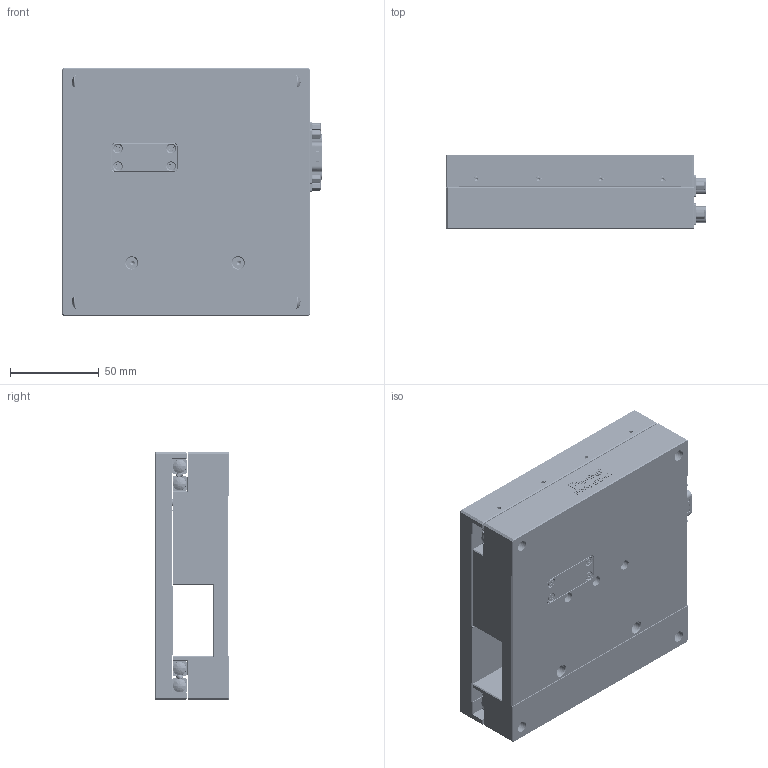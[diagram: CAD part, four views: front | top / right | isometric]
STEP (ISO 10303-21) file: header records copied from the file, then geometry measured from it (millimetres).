
FILE_DESCRIPTION (( 'STEP AP203' ), '1' );
FILE_NAME ('FMSS140C-55-A.STEP', '2021-07-30T11:44:43', ( '' ), ( '' ), 'SwSTEP 2.0', 'SolidWorks 2017', '' );
FILE_SCHEMA (( 'CONFIG_CONTROL_DESIGN' ));
Products named in the file (1): FMSS140C-55-A
Bounding box: 147.05 x 42 x 140 mm (x, y, z)
Volume: 585994.1 mm3; surface area: 171466.3 mm2
Topology: 64 solids, 64 shells, 5223 faces, 13093 edges, 7998 vertices
Faces by surface type: plane 2228, cylinder 1465, bspline 709, cone 637, torus 111, sphere 73
Entity records: 170476 total; most frequent: CARTESIAN_POINT 50367, ORIENTED_EDGE 25412, DIRECTION 23915, EDGE_CURVE 12706, AXIS2_PLACEMENT_3D 8260, VERTEX_POINT 7985, LINE 7395, VECTOR 7395
